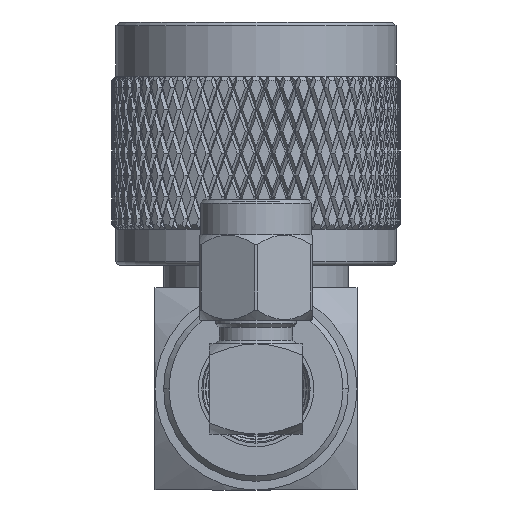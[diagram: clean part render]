
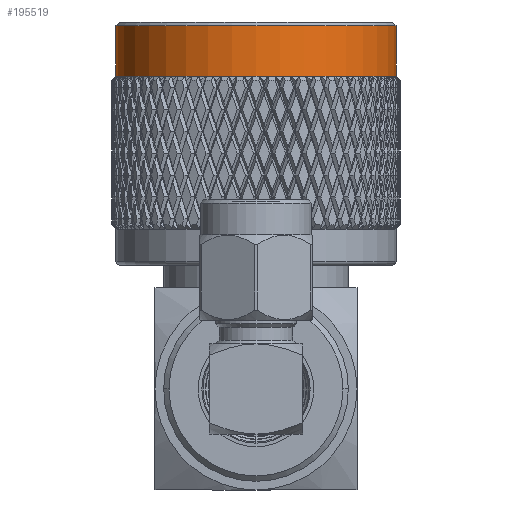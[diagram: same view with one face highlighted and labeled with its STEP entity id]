
A CAD part, left-side view. The second image highlights one B-rep face of the part: STEP entity #195519.
In plain terms, the highlighted cylindrical face has radius 9.857 mm (diameter 19.715 mm), a partial arc.
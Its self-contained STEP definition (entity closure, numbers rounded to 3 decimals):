
#10692 = DIRECTION ( 'NONE',  ( 0., -1., 0. ) ) ;
#31816 = CARTESIAN_POINT ( 'NONE',  ( 9.842, 6.033, 0. ) ) ;
#33401 = EDGE_LOOP ( 'NONE', ( #189920, #215963, #130825, #117533 ) ) ;
#35182 = AXIS2_PLACEMENT_3D ( 'NONE', #31816, #200759, #104482 ) ;
#36138 = CARTESIAN_POINT ( 'NONE',  ( 19.7, 9.589, 0. ) ) ;
#36868 = LINE ( 'NONE', #195358, #93415 ) ;
#54464 = FACE_OUTER_BOUND ( 'NONE', #33401, .T. ) ;
#61211 = DIRECTION ( 'NONE',  ( -1., 0., 0. ) ) ;
#80238 = CARTESIAN_POINT ( 'NONE',  ( -0.015, -9.842, 0. ) ) ;
#86680 = EDGE_CURVE ( 'NONE', #104446, #259907, #137299, .T. ) ;
#87055 = CARTESIAN_POINT ( 'NONE',  ( 19.7, 6.033, 0. ) ) ;
#93415 = VECTOR ( 'NONE', #267947, 1000. ) ;
#104446 = VERTEX_POINT ( 'NONE', #36138 ) ;
#104482 = DIRECTION ( 'NONE',  ( 1., 0., 0. ) ) ;
#108838 = VERTEX_POINT ( 'NONE', #236896 ) ;
#109671 = DIRECTION ( 'NONE',  ( 1., 0., 0. ) ) ;
#117533 = ORIENTED_EDGE ( 'NONE', *, *, #243122, .F. ) ;
#130825 = ORIENTED_EDGE ( 'NONE', *, *, #288350, .F. ) ;
#134936 = DIRECTION ( 'NONE',  ( 0., -1., 0. ) ) ;
#137299 = CIRCLE ( 'NONE', #228125, 9.857 ) ;
#146842 = VERTEX_POINT ( 'NONE', #87055 ) ;
#189920 = ORIENTED_EDGE ( 'NONE', *, *, #86680, .T. ) ;
#195358 = CARTESIAN_POINT ( 'NONE',  ( 19.7, -9.842, 0. ) ) ;
#195519 = ADVANCED_FACE ( 'NONE', ( #54464 ), #231214, .T. ) ;
#200759 = DIRECTION ( 'NONE',  ( 0., -1., 0. ) ) ;
#203937 = CARTESIAN_POINT ( 'NONE',  ( -0.015, 9.589, 0. ) ) ;
#210411 = EDGE_CURVE ( 'NONE', #259907, #108838, #296558, .T. ) ;
#212206 = CARTESIAN_POINT ( 'NONE',  ( 9.842, -9.842, 0. ) ) ;
#215963 = ORIENTED_EDGE ( 'NONE', *, *, #210411, .T. ) ;
#228125 = AXIS2_PLACEMENT_3D ( 'NONE', #247602, #10692, #61211 ) ;
#230150 = DIRECTION ( 'NONE',  ( 0., -1., 0. ) ) ;
#231214 = CYLINDRICAL_SURFACE ( 'NONE', #294703, 9.857 ) ;
#236896 = CARTESIAN_POINT ( 'NONE',  ( -0.015, 6.033, 0. ) ) ;
#243122 = EDGE_CURVE ( 'NONE', #104446, #146842, #36868, .T. ) ;
#247602 = CARTESIAN_POINT ( 'NONE',  ( 9.842, 9.589, 0. ) ) ;
#253933 = VECTOR ( 'NONE', #230150, 1000. ) ;
#259907 = VERTEX_POINT ( 'NONE', #203937 ) ;
#267947 = DIRECTION ( 'NONE',  ( 0., -1., 0. ) ) ;
#272317 = CIRCLE ( 'NONE', #35182, 9.857 ) ;
#288350 = EDGE_CURVE ( 'NONE', #146842, #108838, #272317, .T. ) ;
#294703 = AXIS2_PLACEMENT_3D ( 'NONE', #212206, #134936, #109671 ) ;
#296558 = LINE ( 'NONE', #80238, #253933 ) ;
